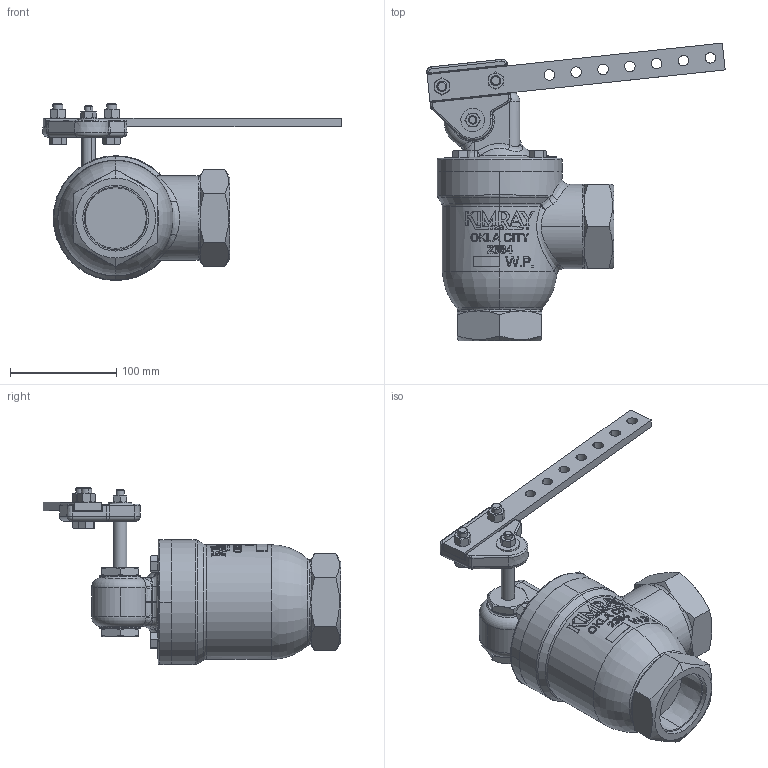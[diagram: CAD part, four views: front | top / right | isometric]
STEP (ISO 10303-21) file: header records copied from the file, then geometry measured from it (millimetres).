
FILE_DESCRIPTION (( 'STEP AP203' ), '1' );
FILE_NAME ('2 INCH 225 SOA (CBA).STEP', '2018-06-04T17:08:11', ( '' ), ( '' ), 'SwSTEP 2.0', 'SolidWorks 2018', '' );
FILE_SCHEMA (( 'CONFIG_CONTROL_DESIGN' ));
Length unit declared in the file: inch
Products named in the file (1): 2 INCH 225 SOA (CBA)
Bounding box: 280.75 x 280.16 x 166.67 mm (x, y, z)
Volume: 1939061.2 mm3; surface area: 151098.3 mm2
Topology: 1 solids, 1 shells, 1197 faces, 3095 edges, 1946 vertices
Faces by surface type: plane 498, bspline 357, cone 147, cylinder 135, torus 52, sphere 8
Entity records: 70108 total; most frequent: CARTESIAN_POINT 43681, ORIENTED_EDGE 6126, DIRECTION 4371, EDGE_CURVE 3063, VERTEX_POINT 1946, AXIS2_PLACEMENT_3D 1499, LINE 1373, VECTOR 1373
